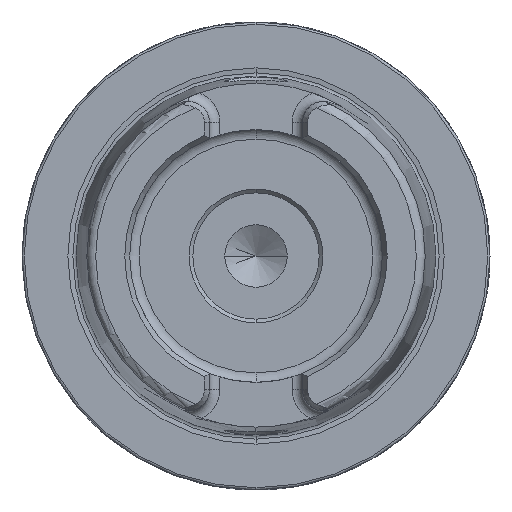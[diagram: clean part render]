
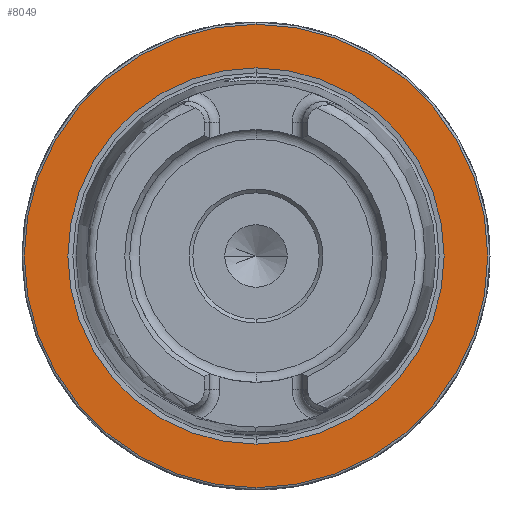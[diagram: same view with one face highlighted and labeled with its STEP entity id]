
A CAD part, left-side view. The second image highlights one B-rep face of the part: STEP entity #8049.
In plain terms, the highlighted planar face has unit normal (-1, 0, 0).
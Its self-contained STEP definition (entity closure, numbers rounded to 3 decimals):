
#455 = EDGE_LOOP ( 'NONE', ( #7213, #7214 ) ) ;
#456 = EDGE_LOOP ( 'NONE', ( #7211, #7212 ) ) ;
#1905 = CIRCLE ( 'NONE', #3413, 25.324 ) ;
#1912 = CIRCLE ( 'NONE', #3412, 31.2 ) ;
#1917 = CIRCLE ( 'NONE', #8695, 25.324 ) ;
#1919 = CIRCLE ( 'NONE', #8698, 31.2 ) ;
#3412 = AXIS2_PLACEMENT_3D ( 'NONE', #10041, #10042, #10043 ) ;
#3413 = AXIS2_PLACEMENT_3D ( 'NONE', #10044, #10045, #10046 ) ;
#3831 = FACE_OUTER_BOUND ( 'NONE', #455, .T. ) ;
#3834 = FACE_BOUND ( 'NONE', #456, .T. ) ;
#5834 = AXIS2_PLACEMENT_3D ( 'NONE', #10760, #10765, #10766 ) ;
#5965 = EDGE_CURVE ( 'NONE', #8421, #8416, #1912, .T. ) ;
#5966 = EDGE_CURVE ( 'NONE', #10092, #10090, #1905, .T. ) ;
#7211 = ORIENTED_EDGE ( 'NONE', *, *, #5966, .F. ) ;
#7212 = ORIENTED_EDGE ( 'NONE', *, *, #7749, .F. ) ;
#7213 = ORIENTED_EDGE ( 'NONE', *, *, #7753, .T. ) ;
#7214 = ORIENTED_EDGE ( 'NONE', *, *, #5965, .T. ) ;
#7749 = EDGE_CURVE ( 'NONE', #10090, #10092, #1917, .T. ) ;
#7753 = EDGE_CURVE ( 'NONE', #8416, #8421, #1919, .T. ) ;
#8049 = ADVANCED_FACE ( 'NONE', ( #3834, #3831 ), #10763, .F. ) ;
#8253 = CARTESIAN_POINT ( 'NONE',  ( 0., 0., 0. ) ) ;
#8254 = DIRECTION ( 'NONE',  ( -1., 0., 0. ) ) ;
#8255 = DIRECTION ( 'NONE',  ( 0., 0., 1. ) ) ;
#8262 = CARTESIAN_POINT ( 'NONE',  ( 0., 0., 0. ) ) ;
#8263 = DIRECTION ( 'NONE',  ( -1., 0., 0. ) ) ;
#8264 = DIRECTION ( 'NONE',  ( 0., 0., 1. ) ) ;
#8416 = VERTEX_POINT ( 'NONE', #9759 ) ;
#8421 = VERTEX_POINT ( 'NONE', #9766 ) ;
#8695 = AXIS2_PLACEMENT_3D ( 'NONE', #8253, #8254, #8255 ) ;
#8698 = AXIS2_PLACEMENT_3D ( 'NONE', #8262, #8263, #8264 ) ;
#9759 = CARTESIAN_POINT ( 'NONE',  ( 0., 0., 31.2 ) ) ;
#9766 = CARTESIAN_POINT ( 'NONE',  ( 0., 0., -31.2 ) ) ;
#9784 = CARTESIAN_POINT ( 'NONE',  ( 0., 0., -25.324 ) ) ;
#9787 = CARTESIAN_POINT ( 'NONE',  ( 0., 0., 25.324 ) ) ;
#10041 = CARTESIAN_POINT ( 'NONE',  ( 0., 0., 0. ) ) ;
#10042 = DIRECTION ( 'NONE',  ( -1., 0., 0. ) ) ;
#10043 = DIRECTION ( 'NONE',  ( 0., 0., 1. ) ) ;
#10044 = CARTESIAN_POINT ( 'NONE',  ( 0., 0., 0. ) ) ;
#10045 = DIRECTION ( 'NONE',  ( -1., 0., 0. ) ) ;
#10046 = DIRECTION ( 'NONE',  ( 0., 0., 1. ) ) ;
#10090 = VERTEX_POINT ( 'NONE', #9784 ) ;
#10092 = VERTEX_POINT ( 'NONE', #9787 ) ;
#10760 = CARTESIAN_POINT ( 'NONE',  ( 0., 31.2, 0. ) ) ;
#10763 = PLANE ( 'NONE',  #5834 ) ;
#10765 = DIRECTION ( 'NONE',  ( 1., 0., 0. ) ) ;
#10766 = DIRECTION ( 'NONE',  ( 0., 0., -1. ) ) ;
